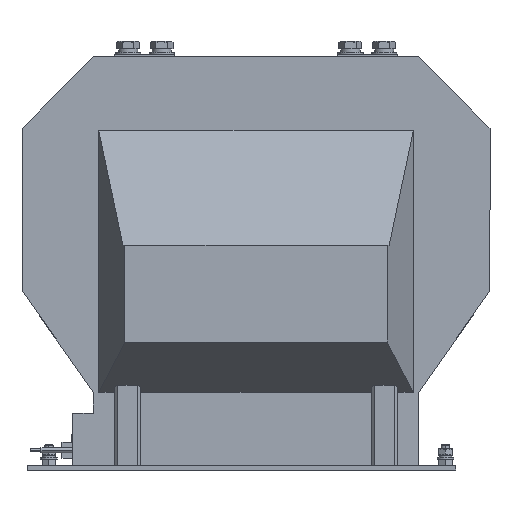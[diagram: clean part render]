
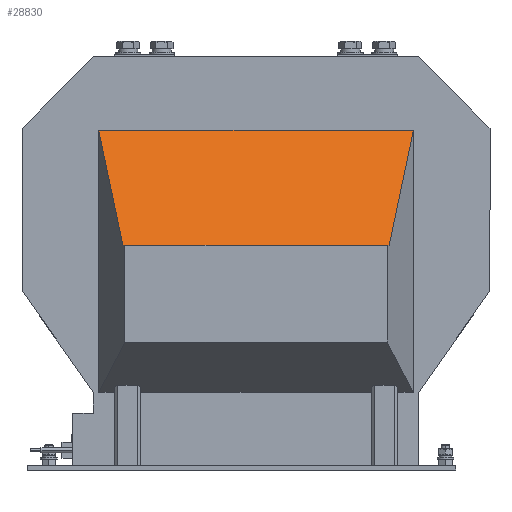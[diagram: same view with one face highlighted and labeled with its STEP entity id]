
A CAD part, top view. The second image highlights one B-rep face of the part: STEP entity #28830.
In plain terms, the highlighted planar face has unit normal (0, 0.5, 0.866).
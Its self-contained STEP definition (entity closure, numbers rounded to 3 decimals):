
#1991 = EDGE_CURVE ( 'NONE', #33756, #3887, #26851, .T. ) ;
#3078 = LINE ( 'NONE', #17392, #16712 ) ;
#3887 = VERTEX_POINT ( 'NONE', #4156 ) ;
#4020 = FACE_OUTER_BOUND ( 'NONE', #18739, .T. ) ;
#4156 = CARTESIAN_POINT ( 'NONE',  ( -141.548, 371.861, 578.403 ) ) ;
#4259 = ORIENTED_EDGE ( 'NONE', *, *, #31235, .F. ) ;
#4915 = VECTOR ( 'NONE', #9084, 1000. ) ;
#5956 = EDGE_CURVE ( 'NONE', #43532, #6887, #45704, .T. ) ;
#6887 = VERTEX_POINT ( 'NONE', #24062 ) ;
#6994 = DIRECTION ( 'NONE',  ( -0.18, -0.852, 0.492 ) ) ;
#9084 = DIRECTION ( 'NONE',  ( -1., 0., 0. ) ) ;
#11530 = CARTESIAN_POINT ( 'NONE',  ( 231.452, 371.861, 578.403 ) ) ;
#13724 = CARTESIAN_POINT ( 'NONE',  ( 231.452, 261.876, 641.903 ) ) ;
#16080 = EDGE_CURVE ( 'NONE', #33756, #43532, #24755, .T. ) ;
#16712 = VECTOR ( 'NONE', #31606, 1000. ) ;
#17392 = CARTESIAN_POINT ( 'NONE',  ( -101.784, 183.146, 687.358 ) ) ;
#18321 = PLANE ( 'NONE',  #36173 ) ;
#18739 = EDGE_LOOP ( 'NONE', ( #39565, #30375, #40124, #4259 ) ) ;
#24062 = CARTESIAN_POINT ( 'NONE',  ( -118.373, 261.876, 641.903 ) ) ;
#24755 = LINE ( 'NONE', #38989, #44340 ) ;
#25780 = DIRECTION ( 'NONE',  ( 0., -0.5, -0.866 ) ) ;
#26851 = LINE ( 'NONE', #41058, #4915 ) ;
#27372 = VECTOR ( 'NONE', #27914, 1000. ) ;
#27529 = CARTESIAN_POINT ( 'NONE',  ( 135.277, 261.876, 641.903 ) ) ;
#27751 = CARTESIAN_POINT ( 'NONE',  ( 158.452, 371.861, 578.403 ) ) ;
#27914 = DIRECTION ( 'NONE',  ( -1., 0., 0. ) ) ;
#28830 = ADVANCED_FACE ( 'NONE', ( #4020 ), #18321, .F. ) ;
#30375 = ORIENTED_EDGE ( 'NONE', *, *, #16080, .F. ) ;
#31235 = EDGE_CURVE ( 'NONE', #6887, #3887, #3078, .T. ) ;
#31606 = DIRECTION ( 'NONE',  ( -0.18, 0.852, -0.492 ) ) ;
#33756 = VERTEX_POINT ( 'NONE', #27751 ) ;
#36173 = AXIS2_PLACEMENT_3D ( 'NONE', #11530, #25780, #39995 ) ;
#38989 = CARTESIAN_POINT ( 'NONE',  ( 118.687, 183.146, 687.358 ) ) ;
#39565 = ORIENTED_EDGE ( 'NONE', *, *, #5956, .F. ) ;
#39995 = DIRECTION ( 'NONE',  ( 0., 0.866, -0.5 ) ) ;
#40124 = ORIENTED_EDGE ( 'NONE', *, *, #1991, .T. ) ;
#41058 = CARTESIAN_POINT ( 'NONE',  ( 231.452, 371.861, 578.403 ) ) ;
#43532 = VERTEX_POINT ( 'NONE', #27529 ) ;
#44340 = VECTOR ( 'NONE', #6994, 1000. ) ;
#45704 = LINE ( 'NONE', #13724, #27372 ) ;
